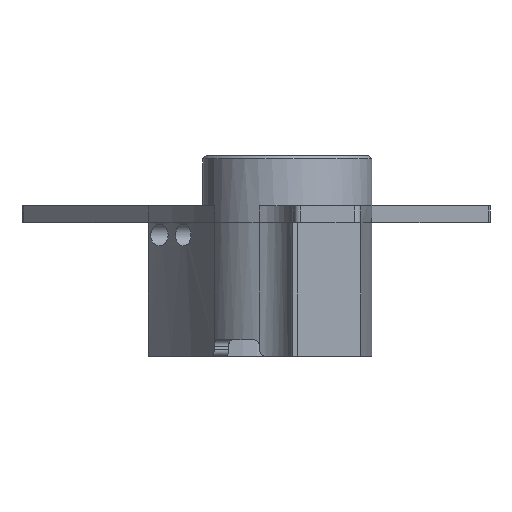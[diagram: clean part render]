
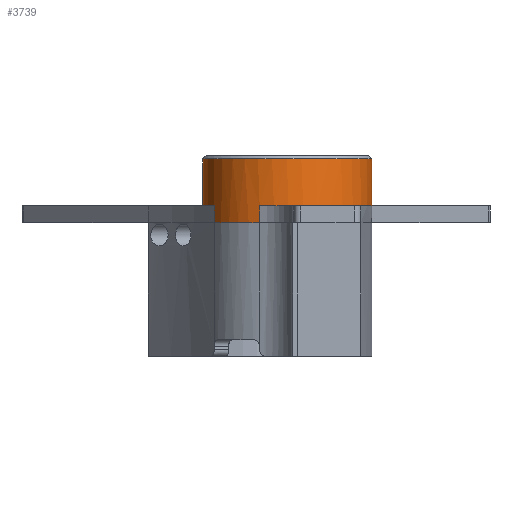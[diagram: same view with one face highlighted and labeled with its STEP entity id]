
A CAD part, front view. The second image highlights one B-rep face of the part: STEP entity #3739.
In plain terms, the highlighted cylindrical face has radius 25.317 mm (diameter 50.634 mm), a partial arc.
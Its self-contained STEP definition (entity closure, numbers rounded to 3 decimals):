
#302=FACE_OUTER_BOUND('',#520,.T.);
#520=EDGE_LOOP('',(#2765,#2766,#2767,#2768,#2769,#2770,#2771,#2772,#2773,
#2774));
#834=LINE('',#5722,#1180);
#835=LINE('',#5728,#1181);
#836=LINE('',#5732,#1182);
#837=LINE('',#5737,#1183);
#1180=VECTOR('',#4584,10.);
#1181=VECTOR('',#4589,10.);
#1182=VECTOR('',#4592,10.);
#1183=VECTOR('',#4597,10.);
#1459=CIRCLE('',#4001,25.317);
#1460=CIRCLE('',#4003,25.317);
#1461=CIRCLE('',#4004,25.317);
#1462=CIRCLE('',#4005,25.317);
#1463=CIRCLE('',#4006,25.317);
#1464=CIRCLE('',#4007,25.317);
#1688=VERTEX_POINT('',#5699);
#1690=VERTEX_POINT('',#5710);
#1691=VERTEX_POINT('',#5721);
#1692=VERTEX_POINT('',#5723);
#1693=VERTEX_POINT('',#5725);
#1694=VERTEX_POINT('',#5727);
#1695=VERTEX_POINT('',#5729);
#1696=VERTEX_POINT('',#5731);
#1697=VERTEX_POINT('',#5733);
#1698=VERTEX_POINT('',#5735);
#2098=EDGE_CURVE('',#1690,#1688,#1459,.T.);
#2099=EDGE_CURVE('',#1690,#1691,#834,.T.);
#2100=EDGE_CURVE('',#1691,#1692,#1460,.T.);
#2101=EDGE_CURVE('',#1692,#1693,#1461,.T.);
#2102=EDGE_CURVE('',#1694,#1693,#835,.T.);
#2103=EDGE_CURVE('',#1695,#1694,#1462,.T.);
#2104=EDGE_CURVE('',#1695,#1696,#836,.T.);
#2105=EDGE_CURVE('',#1696,#1697,#1463,.T.);
#2106=EDGE_CURVE('',#1697,#1698,#1464,.T.);
#2107=EDGE_CURVE('',#1698,#1688,#837,.T.);
#2765=ORIENTED_EDGE('',*,*,#2098,.F.);
#2766=ORIENTED_EDGE('',*,*,#2099,.T.);
#2767=ORIENTED_EDGE('',*,*,#2100,.T.);
#2768=ORIENTED_EDGE('',*,*,#2101,.T.);
#2769=ORIENTED_EDGE('',*,*,#2102,.F.);
#2770=ORIENTED_EDGE('',*,*,#2103,.F.);
#2771=ORIENTED_EDGE('',*,*,#2104,.T.);
#2772=ORIENTED_EDGE('',*,*,#2105,.T.);
#2773=ORIENTED_EDGE('',*,*,#2106,.T.);
#2774=ORIENTED_EDGE('',*,*,#2107,.T.);
#3614=CYLINDRICAL_SURFACE('',#4002,25.317);
#3739=ADVANCED_FACE('',(#302),#3614,.T.);
#4001=AXIS2_PLACEMENT_3D('',#5719,#4580,#4581);
#4002=AXIS2_PLACEMENT_3D('',#5720,#4582,#4583);
#4003=AXIS2_PLACEMENT_3D('',#5724,#4585,#4586);
#4004=AXIS2_PLACEMENT_3D('',#5726,#4587,#4588);
#4005=AXIS2_PLACEMENT_3D('',#5730,#4590,#4591);
#4006=AXIS2_PLACEMENT_3D('',#5734,#4593,#4594);
#4007=AXIS2_PLACEMENT_3D('',#5736,#4595,#4596);
#4580=DIRECTION('center_axis',(0.,0.,1.));
#4581=DIRECTION('ref_axis',(-1.,0.,0.));
#4582=DIRECTION('center_axis',(0.,0.,1.));
#4583=DIRECTION('ref_axis',(-0.426,-0.905,0.));
#4584=DIRECTION('',(0.,0.,-1.));
#4585=DIRECTION('center_axis',(0.,0.,1.));
#4586=DIRECTION('ref_axis',(1.,0.,0.));
#4587=DIRECTION('center_axis',(0.,0.,1.));
#4588=DIRECTION('ref_axis',(1.,0.,0.));
#4589=DIRECTION('',(0.,0.,1.));
#4590=DIRECTION('center_axis',(0.,0.,-1.));
#4591=DIRECTION('ref_axis',(1.,0.,0.));
#4592=DIRECTION('',(0.,0.,1.));
#4593=DIRECTION('center_axis',(0.,0.,1.));
#4594=DIRECTION('ref_axis',(1.,0.,0.));
#4595=DIRECTION('center_axis',(0.,0.,1.));
#4596=DIRECTION('ref_axis',(1.,0.,0.));
#4597=DIRECTION('',(0.,0.,1.));
#5699=CARTESIAN_POINT('',(13.118,21.653,36.5));
#5710=CARTESIAN_POINT('',(8.349,23.901,36.5));
#5719=CARTESIAN_POINT('Origin',(0.,0.,
36.5));
#5720=CARTESIAN_POINT('Origin',(0.,0.,
22.5));
#5721=CARTESIAN_POINT('',(8.349,23.901,22.5));
#5722=CARTESIAN_POINT('',(8.349,23.901,22.5));
#5723=CARTESIAN_POINT('',(-7.306,24.24,22.5));
#5724=CARTESIAN_POINT('Origin',(0.,0.,
22.5));
#5725=CARTESIAN_POINT('',(-21.788,-12.894,22.5));
#5726=CARTESIAN_POINT('Origin',(0.,0.,
22.5));
#5727=CARTESIAN_POINT('',(-21.788,-12.894,17.5));
#5728=CARTESIAN_POINT('',(-21.788,-12.894,17.5));
#5729=CARTESIAN_POINT('',(-8.254,-23.934,17.5));
#5730=CARTESIAN_POINT('Origin',(0.,0.,
17.5));
#5731=CARTESIAN_POINT('',(-8.254,-23.934,22.5));
#5732=CARTESIAN_POINT('',(-8.254,-23.934,17.5));
#5733=CARTESIAN_POINT('',(25.316,0.198,22.5));
#5734=CARTESIAN_POINT('Origin',(0.,0.,
22.5));
#5735=CARTESIAN_POINT('',(13.118,21.653,22.5));
#5736=CARTESIAN_POINT('Origin',(0.,0.,
22.5));
#5737=CARTESIAN_POINT('',(13.118,21.653,22.5));
